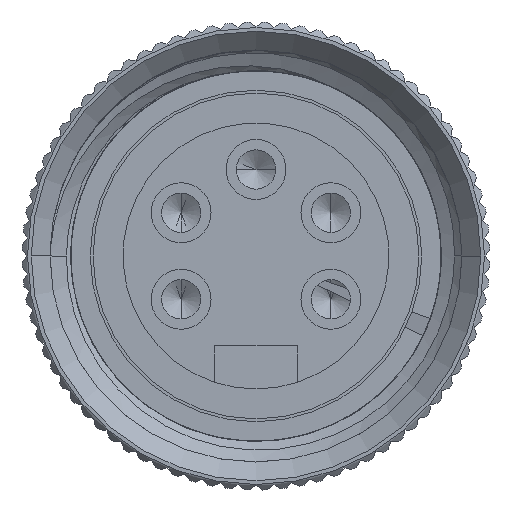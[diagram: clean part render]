
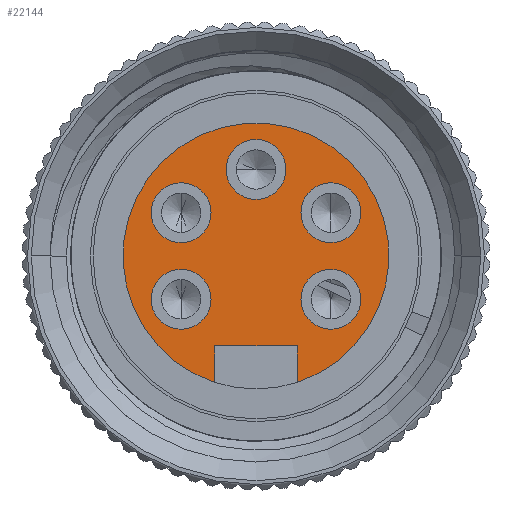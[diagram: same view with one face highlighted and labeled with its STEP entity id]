
A CAD part, left-side view. The second image highlights one B-rep face of the part: STEP entity #22144.
In plain terms, the highlighted planar face has unit normal (-1, 0, 0).
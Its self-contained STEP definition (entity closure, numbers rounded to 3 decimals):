
#218 = CARTESIAN_POINT ( 'NONE',  ( -18.1, 4., -3.91 ) ) ;
#315 = ORIENTED_EDGE ( 'NONE', *, *, #12803, .F. ) ;
#550 = DIRECTION ( 'NONE',  ( 0., -1., 0. ) ) ;
#677 = CARTESIAN_POINT ( 'NONE',  ( -18.1, 0., -4.8 ) ) ;
#718 = CARTESIAN_POINT ( 'NONE',  ( -18.1, -4., -2.31 ) ) ;
#975 = DIRECTION ( 'NONE',  ( 0., 0., 1. ) ) ;
#987 = AXIS2_PLACEMENT_3D ( 'NONE', #718, #19835, #3480 ) ;
#1019 = PLANE ( 'NONE',  #7174 ) ;
#1521 = AXIS2_PLACEMENT_3D ( 'NONE', #14635, #33955, #17347 ) ;
#1745 = EDGE_LOOP ( 'NONE', ( #15797, #7077 ) ) ;
#1892 = AXIS2_PLACEMENT_3D ( 'NONE', #19024, #2700, #21857 ) ;
#2400 = LINE ( 'NONE', #17307, #2864 ) ;
#2700 = DIRECTION ( 'NONE',  ( 1., 0., 0. ) ) ;
#2846 = DIRECTION ( 'NONE',  ( 1., 0., 0. ) ) ;
#2864 = VECTOR ( 'NONE', #975, 1000. ) ;
#2914 = CARTESIAN_POINT ( 'NONE',  ( -18.1, 0., 6.22 ) ) ;
#3480 = DIRECTION ( 'NONE',  ( 0., 0., 1. ) ) ;
#3771 = DIRECTION ( 'NONE',  ( -1., 0., 0. ) ) ;
#3958 = CIRCLE ( 'NONE', #31722, 1.6 ) ;
#3975 = CIRCLE ( 'NONE', #14976, 1.6 ) ;
#4150 = EDGE_CURVE ( 'NONE', #11585, #24997, #9047, .T. ) ;
#4861 = CARTESIAN_POINT ( 'NONE',  ( -18.1, -2.2, -6.751 ) ) ;
#5070 = ORIENTED_EDGE ( 'NONE', *, *, #7706, .T. ) ;
#5249 = CARTESIAN_POINT ( 'NONE',  ( -18.1, -2.2, -4.8 ) ) ;
#5429 = DIRECTION ( 'NONE',  ( 1., 0., 0. ) ) ;
#5527 = AXIS2_PLACEMENT_3D ( 'NONE', #21813, #5429, #24634 ) ;
#5794 = DIRECTION ( 'NONE',  ( 0., 0., -1. ) ) ;
#5818 = DIRECTION ( 'NONE',  ( 1., 0., 0. ) ) ;
#5869 = DIRECTION ( 'NONE',  ( 1., 0., 0. ) ) ;
#5871 = CARTESIAN_POINT ( 'NONE',  ( -18.1, 0., 0. ) ) ;
#6344 = ORIENTED_EDGE ( 'NONE', *, *, #32165, .T. ) ;
#6696 = EDGE_LOOP ( 'NONE', ( #6344, #24736 ) ) ;
#6892 = CARTESIAN_POINT ( 'NONE',  ( -18.1, -2.2, -6.751 ) ) ;
#7077 = ORIENTED_EDGE ( 'NONE', *, *, #9935, .T. ) ;
#7161 = ORIENTED_EDGE ( 'NONE', *, *, #8254, .T. ) ;
#7174 = AXIS2_PLACEMENT_3D ( 'NONE', #20143, #3771, #22946 ) ;
#7706 = EDGE_CURVE ( 'NONE', #26584, #21182, #19768, .T. ) ;
#7828 = ORIENTED_EDGE ( 'NONE', *, *, #4150, .T. ) ;
#8038 = EDGE_LOOP ( 'NONE', ( #7828, #32882 ) ) ;
#8254 = EDGE_CURVE ( 'NONE', #26711, #26528, #21914, .T. ) ;
#8265 = CARTESIAN_POINT ( 'NONE',  ( -18.1, 4., 3.91 ) ) ;
#9047 = CIRCLE ( 'NONE', #30186, 1.6 ) ;
#9833 = CIRCLE ( 'NONE', #18902, 7.1 ) ;
#9935 = EDGE_CURVE ( 'NONE', #27148, #16695, #26345, .T. ) ;
#10240 = CARTESIAN_POINT ( 'NONE',  ( -18.1, 4., 0.71 ) ) ;
#10706 = VERTEX_POINT ( 'NONE', #12955 ) ;
#11585 = VERTEX_POINT ( 'NONE', #21641 ) ;
#12067 = DIRECTION ( 'NONE',  ( 1., 0., 0. ) ) ;
#12803 = EDGE_CURVE ( 'NONE', #25549, #24781, #9833, .T. ) ;
#12955 = CARTESIAN_POINT ( 'NONE',  ( -18.1, -4., 0.71 ) ) ;
#13445 = EDGE_LOOP ( 'NONE', ( #5070, #17047 ) ) ;
#14277 = ORIENTED_EDGE ( 'NONE', *, *, #23700, .T. ) ;
#14635 = CARTESIAN_POINT ( 'NONE',  ( -18.1, 4., -2.31 ) ) ;
#14976 = AXIS2_PLACEMENT_3D ( 'NONE', #28447, #12067, #31267 ) ;
#15083 = DIRECTION ( 'NONE',  ( 0., 0., 1. ) ) ;
#15121 = DIRECTION ( 'NONE',  ( 1., 0., 0. ) ) ;
#15129 = CARTESIAN_POINT ( 'NONE',  ( -18.1, -4., -2.31 ) ) ;
#15718 = FACE_OUTER_BOUND ( 'NONE', #29710, .T. ) ;
#15797 = ORIENTED_EDGE ( 'NONE', *, *, #26922, .T. ) ;
#15815 = FACE_BOUND ( 'NONE', #29908, .T. ) ;
#15906 = FACE_BOUND ( 'NONE', #13445, .T. ) ;
#15937 = FACE_BOUND ( 'NONE', #1745, .T. ) ;
#15969 = FACE_BOUND ( 'NONE', #8038, .T. ) ;
#15992 = EDGE_CURVE ( 'NONE', #21182, #26584, #3975, .T. ) ;
#15999 = FACE_BOUND ( 'NONE', #6696, .T. ) ;
#16695 = VERTEX_POINT ( 'NONE', #29125 ) ;
#16743 = CARTESIAN_POINT ( 'NONE',  ( -18.1, 2.2, -4.8 ) ) ;
#16785 = CARTESIAN_POINT ( 'NONE',  ( -18.1, 4., -2.31 ) ) ;
#17047 = ORIENTED_EDGE ( 'NONE', *, *, #15992, .T. ) ;
#17307 = CARTESIAN_POINT ( 'NONE',  ( -18.1, 2.2, 0. ) ) ;
#17344 = DIRECTION ( 'NONE',  ( 0., 0., 1. ) ) ;
#17347 = DIRECTION ( 'NONE',  ( 0., 0., 1. ) ) ;
#17382 = DIRECTION ( 'NONE',  ( 1., 0., 0. ) ) ;
#17386 = CARTESIAN_POINT ( 'NONE',  ( -18.1, 4., 2.31 ) ) ;
#17919 = EDGE_CURVE ( 'NONE', #25549, #26711, #2400, .T. ) ;
#18902 = AXIS2_PLACEMENT_3D ( 'NONE', #5871, #5818, #5794 ) ;
#19024 = CARTESIAN_POINT ( 'NONE',  ( -18.1, -4., 2.31 ) ) ;
#19169 = CARTESIAN_POINT ( 'NONE',  ( -18.1, -4., 2.31 ) ) ;
#19768 = CIRCLE ( 'NONE', #25762, 1.6 ) ;
#19835 = DIRECTION ( 'NONE',  ( 1., 0., 0. ) ) ;
#20143 = CARTESIAN_POINT ( 'NONE',  ( -18.1, 0., 0. ) ) ;
#20388 = DIRECTION ( 'NONE',  ( 1., 0., 0. ) ) ;
#20560 = CIRCLE ( 'NONE', #5527, 1.6 ) ;
#21182 = VERTEX_POINT ( 'NONE', #10240 ) ;
#21641 = CARTESIAN_POINT ( 'NONE',  ( -18.1, -4., -0.71 ) ) ;
#21709 = CARTESIAN_POINT ( 'NONE',  ( -18.1, 0., 3.02 ) ) ;
#21813 = CARTESIAN_POINT ( 'NONE',  ( -18.1, 0., 4.62 ) ) ;
#21857 = DIRECTION ( 'NONE',  ( 0., 0., 1. ) ) ;
#21883 = VECTOR ( 'NONE', #550, 1000. ) ;
#21914 = LINE ( 'NONE', #677, #21883 ) ;
#21989 = ORIENTED_EDGE ( 'NONE', *, *, #32268, .T. ) ;
#22008 = DIRECTION ( 'NONE',  ( 0., 0., 1. ) ) ;
#22144 = ADVANCED_FACE ( 'NONE', ( #15718, #15937, #15906, #15815, #15969, #15999 ), #1019, .T. ) ;
#22240 = CARTESIAN_POINT ( 'NONE',  ( -18.1, 0., 4.62 ) ) ;
#22296 = VERTEX_POINT ( 'NONE', #24061 ) ;
#22714 = AXIS2_PLACEMENT_3D ( 'NONE', #16785, #20388, #35461 ) ;
#22946 = DIRECTION ( 'NONE',  ( 0., 0., 1. ) ) ;
#23139 = CIRCLE ( 'NONE', #29124, 1.6 ) ;
#23290 = DIRECTION ( 'NONE',  ( 0., 0., -1. ) ) ;
#23365 = ORIENTED_EDGE ( 'NONE', *, *, #27761, .T. ) ;
#23700 = EDGE_CURVE ( 'NONE', #32641, #34191, #20560, .T. ) ;
#24061 = CARTESIAN_POINT ( 'NONE',  ( -18.1, -4., 3.91 ) ) ;
#24634 = DIRECTION ( 'NONE',  ( 0., 0., 1. ) ) ;
#24736 = ORIENTED_EDGE ( 'NONE', *, *, #26549, .T. ) ;
#24781 = VERTEX_POINT ( 'NONE', #4861 ) ;
#24997 = VERTEX_POINT ( 'NONE', #32719 ) ;
#25059 = DIRECTION ( 'NONE',  ( 0., 0., 1. ) ) ;
#25549 = VERTEX_POINT ( 'NONE', #31931 ) ;
#25762 = AXIS2_PLACEMENT_3D ( 'NONE', #17386, #17382, #17344 ) ;
#26345 = CIRCLE ( 'NONE', #22714, 1.6 ) ;
#26528 = VERTEX_POINT ( 'NONE', #5249 ) ;
#26549 = EDGE_CURVE ( 'NONE', #10706, #22296, #28473, .T. ) ;
#26584 = VERTEX_POINT ( 'NONE', #8265 ) ;
#26711 = VERTEX_POINT ( 'NONE', #16743 ) ;
#26922 = EDGE_CURVE ( 'NONE', #16695, #27148, #29343, .T. ) ;
#27148 = VERTEX_POINT ( 'NONE', #218 ) ;
#27243 = EDGE_CURVE ( 'NONE', #24997, #11585, #30470, .T. ) ;
#27740 = ORIENTED_EDGE ( 'NONE', *, *, #17919, .T. ) ;
#27761 = EDGE_CURVE ( 'NONE', #26528, #24781, #32226, .T. ) ;
#28447 = CARTESIAN_POINT ( 'NONE',  ( -18.1, 4., 2.31 ) ) ;
#28473 = CIRCLE ( 'NONE', #1892, 1.6 ) ;
#29124 = AXIS2_PLACEMENT_3D ( 'NONE', #19169, #2846, #22008 ) ;
#29125 = CARTESIAN_POINT ( 'NONE',  ( -18.1, 4., -0.71 ) ) ;
#29343 = CIRCLE ( 'NONE', #1521, 1.6 ) ;
#29710 = EDGE_LOOP ( 'NONE', ( #23365, #315, #27740, #7161 ) ) ;
#29908 = EDGE_LOOP ( 'NONE', ( #14277, #21989 ) ) ;
#30186 = AXIS2_PLACEMENT_3D ( 'NONE', #15129, #15121, #15083 ) ;
#30470 = CIRCLE ( 'NONE', #987, 1.6 ) ;
#31267 = DIRECTION ( 'NONE',  ( 0., 0., 1. ) ) ;
#31722 = AXIS2_PLACEMENT_3D ( 'NONE', #22240, #5869, #25059 ) ;
#31931 = CARTESIAN_POINT ( 'NONE',  ( -18.1, 2.2, -6.751 ) ) ;
#32165 = EDGE_CURVE ( 'NONE', #22296, #10706, #23139, .T. ) ;
#32226 = LINE ( 'NONE', #6892, #32271 ) ;
#32268 = EDGE_CURVE ( 'NONE', #34191, #32641, #3958, .T. ) ;
#32271 = VECTOR ( 'NONE', #23290, 1000. ) ;
#32641 = VERTEX_POINT ( 'NONE', #2914 ) ;
#32719 = CARTESIAN_POINT ( 'NONE',  ( -18.1, -4., -3.91 ) ) ;
#32882 = ORIENTED_EDGE ( 'NONE', *, *, #27243, .T. ) ;
#33955 = DIRECTION ( 'NONE',  ( 1., 0., 0. ) ) ;
#34191 = VERTEX_POINT ( 'NONE', #21709 ) ;
#35461 = DIRECTION ( 'NONE',  ( 0., 0., 1. ) ) ;
